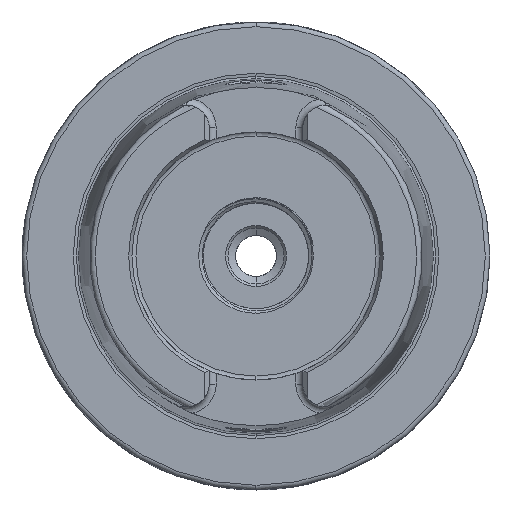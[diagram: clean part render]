
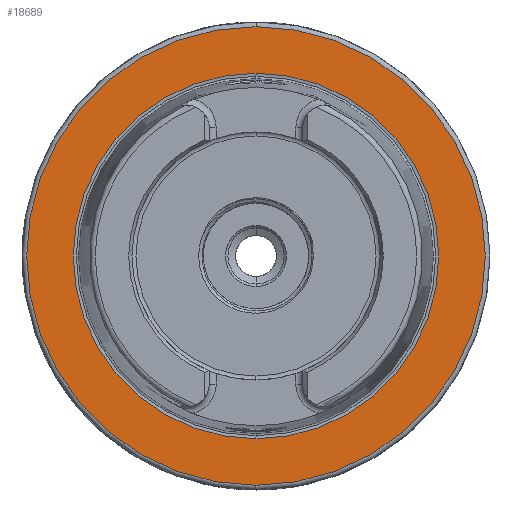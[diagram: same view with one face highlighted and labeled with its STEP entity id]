
A CAD part, left-side view. The second image highlights one B-rep face of the part: STEP entity #18689.
In plain terms, the highlighted planar face has unit normal (-1, 0, 0).
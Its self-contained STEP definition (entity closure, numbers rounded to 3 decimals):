
#303 = ORIENTED_EDGE ( 'NONE', *, *, #1795, .T. ) ;
#310 = ORIENTED_EDGE ( 'NONE', *, *, #8958, .T. ) ;
#316 = ORIENTED_EDGE ( 'NONE', *, *, #1799, .T. ) ;
#326 = ORIENTED_EDGE ( 'NONE', *, *, #17660, .T. ) ;
#384 = AXIS2_PLACEMENT_3D ( 'NONE', #3382, #3383, #3384 ) ;
#396 = AXIS2_PLACEMENT_3D ( 'NONE', #1103, #1104, #1105 ) ;
#488 = FACE_OUTER_BOUND ( 'NONE', #3773, .T. ) ;
#489 = FACE_BOUND ( 'NONE', #3770, .T. ) ;
#1103 = CARTESIAN_POINT ( 'NONE',  ( 0., 0., 0. ) ) ;
#1104 = DIRECTION ( 'NONE',  ( -1., 0., 0. ) ) ;
#1105 = DIRECTION ( 'NONE',  ( 0., 0., 1. ) ) ;
#1540 = AXIS2_PLACEMENT_3D ( 'NONE', #11759, #11760, #11761 ) ;
#1795 = EDGE_CURVE ( 'NONE', #19243, #19242, #2306, .T. ) ;
#1799 = EDGE_CURVE ( 'NONE', #19239, #19238, #2309, .T. ) ;
#2306 = CIRCLE ( 'NONE', #18740, 39.054 ) ;
#2309 = CIRCLE ( 'NONE', #18746, 49. ) ;
#2572 = CIRCLE ( 'NONE', #384, 39.054 ) ;
#2576 = CIRCLE ( 'NONE', #396, 49. ) ;
#3382 = CARTESIAN_POINT ( 'NONE',  ( 0., 0., 0. ) ) ;
#3383 = DIRECTION ( 'NONE',  ( 1., 0., 0. ) ) ;
#3384 = DIRECTION ( 'NONE',  ( 0., 0., -1. ) ) ;
#3770 = EDGE_LOOP ( 'NONE', ( #303, #310 ) ) ;
#3773 = EDGE_LOOP ( 'NONE', ( #316, #326 ) ) ;
#4687 = CARTESIAN_POINT ( 'NONE',  ( 0., 0., 0. ) ) ;
#4691 = DIRECTION ( 'NONE',  ( 1., 0., 0. ) ) ;
#4692 = DIRECTION ( 'NONE',  ( 0., 0., -1. ) ) ;
#4702 = CARTESIAN_POINT ( 'NONE',  ( 0., 0., 0. ) ) ;
#4703 = DIRECTION ( 'NONE',  ( -1., 0., 0. ) ) ;
#4704 = DIRECTION ( 'NONE',  ( 0., 0., 1. ) ) ;
#8958 = EDGE_CURVE ( 'NONE', #19242, #19243, #2572, .T. ) ;
#10513 = CARTESIAN_POINT ( 'NONE',  ( 0., 0., -49. ) ) ;
#10514 = CARTESIAN_POINT ( 'NONE',  ( 0., 0., 49. ) ) ;
#10517 = CARTESIAN_POINT ( 'NONE',  ( 0., 0., -39.054 ) ) ;
#10518 = CARTESIAN_POINT ( 'NONE',  ( 0., 0., 39.054 ) ) ;
#11758 = PLANE ( 'NONE',  #1540 ) ;
#11759 = CARTESIAN_POINT ( 'NONE',  ( 0., 39.054, 0. ) ) ;
#11760 = DIRECTION ( 'NONE',  ( -1., 0., 0. ) ) ;
#11761 = DIRECTION ( 'NONE',  ( 0., 0., 1. ) ) ;
#17660 = EDGE_CURVE ( 'NONE', #19238, #19239, #2576, .T. ) ;
#18689 = ADVANCED_FACE ( 'NONE', ( #488, #489 ), #11758, .T. ) ;
#18740 = AXIS2_PLACEMENT_3D ( 'NONE', #4687, #4691, #4692 ) ;
#18746 = AXIS2_PLACEMENT_3D ( 'NONE', #4702, #4703, #4704 ) ;
#19238 = VERTEX_POINT ( 'NONE', #10513 ) ;
#19239 = VERTEX_POINT ( 'NONE', #10514 ) ;
#19242 = VERTEX_POINT ( 'NONE', #10517 ) ;
#19243 = VERTEX_POINT ( 'NONE', #10518 ) ;
